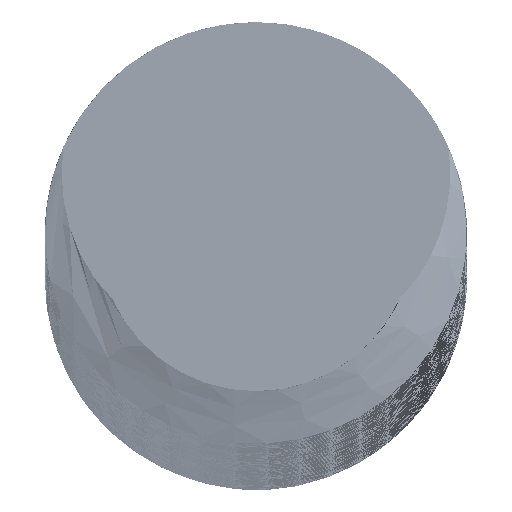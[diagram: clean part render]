
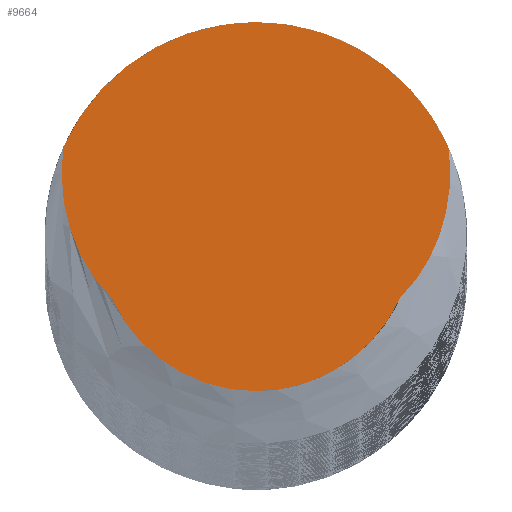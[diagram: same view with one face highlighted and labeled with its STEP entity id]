
A CAD part, top view. The second image highlights one B-rep face of the part: STEP entity #9664.
In plain terms, the highlighted planar face has unit normal (0, 0, 1).
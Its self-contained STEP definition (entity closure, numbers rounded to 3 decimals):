
#67=PLANE('',#10195);
#575=FACE_OUTER_BOUND('',#1082,.T.);
#1082=EDGE_LOOP('',(#8643,#8644,#8645,#8646,#8647));
#1086=CIRCLE('',#9938,8.);
#1087=CIRCLE('',#9940,6.);
#1088=CIRCLE('',#9942,6.);
#2092=B_SPLINE_CURVE_WITH_KNOTS('',3,(#40521,#40522,#40523,#40524,#40525,
#40526,#40527,#40528,#40529,#40530,#40531,#40532,#40533,#40534,#40535,#40536,
#40537,#40538,#40539,#40540,#40541,#40542,#40543,#40544,#40545,#40546,#40547,
#40548,#40549,#40550,#40551,#40552,#40553,#40554,#40555,#40556,#40557,#40558,
#40559,#40560,#40561,#40562,#40563,#40564,#40565,#40566,#40567,#40568,#40569),
 .UNSPECIFIED.,.F.,.F.,(4,3,3,3,3,3,3,3,3,3,3,3,3,3,3,3,4),(0.,0.056,
0.111,0.166,0.222,0.264,
0.283,0.293,0.343,0.39,
0.439,0.457,0.469,0.515,
0.56,0.605,0.625),.UNSPECIFIED.);
#2099=B_SPLINE_CURVE_WITH_KNOTS('',3,(#47955,#47956,#47957,#47958,#47959,
#47960,#47961,#47962,#47963,#47964,#47965,#47966,#47967,#47968,#47969,#47970,
#47971,#47972,#47973,#47974,#47975,#47976,#47977,#47978,#47979,#47980,#47981,
#47982,#47983,#47984,#47985,#47986,#47987,#47988,#47989,#47990,#47991,#47992,
#47993,#47994,#47995,#47996,#47997,#47998,#47999,#48000,#48001,#48002,#48003,
#48004,#48005,#48006),.UNSPECIFIED.,.F.,.F.,(4,3,3,3,3,3,3,3,3,3,3,3,3,
3,3,3,3,4),(0.,0.045,0.091,0.137,
0.185,0.226,0.234,0.242,
0.292,0.343,0.35,0.402,
0.415,0.427,0.481,0.536,
0.592,0.622),.UNSPECIFIED.);
#3604=VERTEX_POINT('',#24052);
#3605=VERTEX_POINT('',#24057);
#3607=VERTEX_POINT('',#24074);
#3608=VERTEX_POINT('',#24076);
#3611=VERTEX_POINT('',#24089);
#4862=EDGE_CURVE('',#3605,#3604,#1086,.T.);
#4865=EDGE_CURVE('',#3608,#3607,#1087,.T.);
#4869=EDGE_CURVE('',#3607,#3611,#1088,.T.);
#5618=EDGE_CURVE('',#3604,#3608,#2092,.T.);
#5626=EDGE_CURVE('',#3611,#3605,#2099,.T.);
#8643=ORIENTED_EDGE('',*,*,#5618,.T.);
#8644=ORIENTED_EDGE('',*,*,#4865,.T.);
#8645=ORIENTED_EDGE('',*,*,#4869,.T.);
#8646=ORIENTED_EDGE('',*,*,#5626,.T.);
#8647=ORIENTED_EDGE('',*,*,#4862,.T.);
#9664=ADVANCED_FACE('',(#575),#67,.T.);
#9938=AXIS2_PLACEMENT_3D('',#24058,#10966,#10967);
#9940=AXIS2_PLACEMENT_3D('',#24077,#10971,#10972);
#9942=AXIS2_PLACEMENT_3D('',#24109,#10976,#10977);
#10195=AXIS2_PLACEMENT_3D('',#48007,#11731,#11732);
#10966=DIRECTION('center_axis',(0.,0.,1.));
#10967=DIRECTION('ref_axis',(1.,0.,0.));
#10971=DIRECTION('center_axis',(0.,0.,1.));
#10972=DIRECTION('ref_axis',(0.,1.,0.));
#10976=DIRECTION('center_axis',(0.,0.,1.));
#10977=DIRECTION('ref_axis',(0.,1.,0.));
#11731=DIRECTION('center_axis',(0.,0.,1.));
#11732=DIRECTION('ref_axis',(1.,0.,0.));
#24052=CARTESIAN_POINT('',(-7.302,3.269,1000.));
#24057=CARTESIAN_POINT('',(7.302,3.269,1000.));
#24058=CARTESIAN_POINT('Origin',(0.,0.,1000.));
#24074=CARTESIAN_POINT('',(0.,-6.,1000.));
#24076=CARTESIAN_POINT('',(-5.476,-2.451,1000.));
#24077=CARTESIAN_POINT('Origin',(0.,0.,1000.));
#24089=CARTESIAN_POINT('',(5.476,-2.451,1000.));
#24109=CARTESIAN_POINT('Origin',(0.,0.,1000.));
#40521=CARTESIAN_POINT('Ctrl Pts',(-7.302,3.269,1000.));
#40522=CARTESIAN_POINT('Ctrl Pts',(-7.326,3.085,1000.));
#40523=CARTESIAN_POINT('Ctrl Pts',(-7.344,2.9,1000.));
#40524=CARTESIAN_POINT('Ctrl Pts',(-7.354,2.716,1000.));
#40525=CARTESIAN_POINT('Ctrl Pts',(-7.365,2.533,1000.));
#40526=CARTESIAN_POINT('Ctrl Pts',(-7.369,2.349,1000.));
#40527=CARTESIAN_POINT('Ctrl Pts',(-7.366,2.166,1000.));
#40528=CARTESIAN_POINT('Ctrl Pts',(-7.363,1.985,1000.));
#40529=CARTESIAN_POINT('Ctrl Pts',(-7.353,1.804,1000.));
#40530=CARTESIAN_POINT('Ctrl Pts',(-7.336,1.623,1000.));
#40531=CARTESIAN_POINT('Ctrl Pts',(-7.32,1.438,1000.));
#40532=CARTESIAN_POINT('Ctrl Pts',(-7.295,1.253,1000.));
#40533=CARTESIAN_POINT('Ctrl Pts',(-7.264,1.07,1000.));
#40534=CARTESIAN_POINT('Ctrl Pts',(-7.241,0.932,1000.));
#40535=CARTESIAN_POINT('Ctrl Pts',(-7.213,0.795,
1000.));
#40536=CARTESIAN_POINT('Ctrl Pts',(-7.182,0.659,
1000.));
#40537=CARTESIAN_POINT('Ctrl Pts',(-7.168,0.598,
1000.));
#40538=CARTESIAN_POINT('Ctrl Pts',(-7.152,0.536,
1000.));
#40539=CARTESIAN_POINT('Ctrl Pts',(-7.137,0.475,
1000.));
#40540=CARTESIAN_POINT('Ctrl Pts',(-7.128,0.443,
1000.));
#40541=CARTESIAN_POINT('Ctrl Pts',(-7.12,0.411,
1000.));
#40542=CARTESIAN_POINT('Ctrl Pts',(-7.111,0.379,
1000.));
#40543=CARTESIAN_POINT('Ctrl Pts',(-7.066,0.217,
1000.));
#40544=CARTESIAN_POINT('Ctrl Pts',(-7.016,0.058,
1000.));
#40545=CARTESIAN_POINT('Ctrl Pts',(-6.96,-0.099,
1000.));
#40546=CARTESIAN_POINT('Ctrl Pts',(-6.908,-0.246,
1000.));
#40547=CARTESIAN_POINT('Ctrl Pts',(-6.85,-0.392,
1000.));
#40548=CARTESIAN_POINT('Ctrl Pts',(-6.788,-0.534,
1000.));
#40549=CARTESIAN_POINT('Ctrl Pts',(-6.723,-0.682,
1000.));
#40550=CARTESIAN_POINT('Ctrl Pts',(-6.653,-0.827,
1000.));
#40551=CARTESIAN_POINT('Ctrl Pts',(-6.578,-0.97,
1000.));
#40552=CARTESIAN_POINT('Ctrl Pts',(-6.55,-1.022,1000.));
#40553=CARTESIAN_POINT('Ctrl Pts',(-6.522,-1.074,
1000.));
#40554=CARTESIAN_POINT('Ctrl Pts',(-6.493,-1.125,
1000.));
#40555=CARTESIAN_POINT('Ctrl Pts',(-6.473,-1.159,
1000.));
#40556=CARTESIAN_POINT('Ctrl Pts',(-6.454,-1.193,1000.));
#40557=CARTESIAN_POINT('Ctrl Pts',(-6.434,-1.227,
1000.));
#40558=CARTESIAN_POINT('Ctrl Pts',(-6.356,-1.359,
1000.));
#40559=CARTESIAN_POINT('Ctrl Pts',(-6.274,-1.488,
1000.));
#40560=CARTESIAN_POINT('Ctrl Pts',(-6.187,-1.614,
1000.));
#40561=CARTESIAN_POINT('Ctrl Pts',(-6.101,-1.738,
1000.));
#40562=CARTESIAN_POINT('Ctrl Pts',(-6.01,-1.859,
1000.));
#40563=CARTESIAN_POINT('Ctrl Pts',(-5.915,-1.976,
1000.));
#40564=CARTESIAN_POINT('Ctrl Pts',(-5.823,-2.09,
1000.));
#40565=CARTESIAN_POINT('Ctrl Pts',(-5.725,-2.201,
1000.));
#40566=CARTESIAN_POINT('Ctrl Pts',(-5.624,-2.309,
1000.));
#40567=CARTESIAN_POINT('Ctrl Pts',(-5.577,-2.358,
1000.));
#40568=CARTESIAN_POINT('Ctrl Pts',(-5.529,-2.407,
1000.));
#40569=CARTESIAN_POINT('Ctrl Pts',(-5.481,-2.455,
1000.));
#47955=CARTESIAN_POINT('Ctrl Pts',(5.476,-2.451,1000.));
#47956=CARTESIAN_POINT('Ctrl Pts',(5.584,-2.346,1000.));
#47957=CARTESIAN_POINT('Ctrl Pts',(5.687,-2.237,1000.));
#47958=CARTESIAN_POINT('Ctrl Pts',(5.786,-2.124,1000.));
#47959=CARTESIAN_POINT('Ctrl Pts',(5.886,-2.01,1000.));
#47960=CARTESIAN_POINT('Ctrl Pts',(5.982,-1.891,1000.));
#47961=CARTESIAN_POINT('Ctrl Pts',(6.073,-1.77,1000.));
#47962=CARTESIAN_POINT('Ctrl Pts',(6.165,-1.646,1000.));
#47963=CARTESIAN_POINT('Ctrl Pts',(6.252,-1.519,1000.));
#47964=CARTESIAN_POINT('Ctrl Pts',(6.335,-1.389,1000.));
#47965=CARTESIAN_POINT('Ctrl Pts',(6.419,-1.257,1000.));
#47966=CARTESIAN_POINT('Ctrl Pts',(6.498,-1.122,1000.));
#47967=CARTESIAN_POINT('Ctrl Pts',(6.571,-0.983,
1000.));
#47968=CARTESIAN_POINT('Ctrl Pts',(6.636,-0.862,
1000.));
#47969=CARTESIAN_POINT('Ctrl Pts',(6.697,-0.738,1000.));
#47970=CARTESIAN_POINT('Ctrl Pts',(6.755,-0.612,
1000.));
#47971=CARTESIAN_POINT('Ctrl Pts',(6.765,-0.589,
1000.));
#47972=CARTESIAN_POINT('Ctrl Pts',(6.776,-0.565,
1000.));
#47973=CARTESIAN_POINT('Ctrl Pts',(6.786,-0.542,
1000.));
#47974=CARTESIAN_POINT('Ctrl Pts',(6.797,-0.517,
1000.));
#47975=CARTESIAN_POINT('Ctrl Pts',(6.807,-0.493,1000.));
#47976=CARTESIAN_POINT('Ctrl Pts',(6.818,-0.468,
1000.));
#47977=CARTESIAN_POINT('Ctrl Pts',(6.884,-0.314,
1000.));
#47978=CARTESIAN_POINT('Ctrl Pts',(6.943,-0.157,
1000.));
#47979=CARTESIAN_POINT('Ctrl Pts',(6.997,0.002,
1000.));
#47980=CARTESIAN_POINT('Ctrl Pts',(7.052,0.164,1000.));
#47981=CARTESIAN_POINT('Ctrl Pts',(7.101,0.328,1000.));
#47982=CARTESIAN_POINT('Ctrl Pts',(7.144,0.493,1000.));
#47983=CARTESIAN_POINT('Ctrl Pts',(7.15,0.517,1000.));
#47984=CARTESIAN_POINT('Ctrl Pts',(7.156,0.54,1000.));
#47985=CARTESIAN_POINT('Ctrl Pts',(7.162,0.564,1000.));
#47986=CARTESIAN_POINT('Ctrl Pts',(7.203,0.731,1000.));
#47987=CARTESIAN_POINT('Ctrl Pts',(7.238,0.9,1000.));
#47988=CARTESIAN_POINT('Ctrl Pts',(7.267,1.071,1000.));
#47989=CARTESIAN_POINT('Ctrl Pts',(7.274,1.113,1000.));
#47990=CARTESIAN_POINT('Ctrl Pts',(7.281,1.155,1000.));
#47991=CARTESIAN_POINT('Ctrl Pts',(7.287,1.197,1000.));
#47992=CARTESIAN_POINT('Ctrl Pts',(7.293,1.24,1000.));
#47993=CARTESIAN_POINT('Ctrl Pts',(7.299,1.282,1000.));
#47994=CARTESIAN_POINT('Ctrl Pts',(7.305,1.324,1000.));
#47995=CARTESIAN_POINT('Ctrl Pts',(7.329,1.503,1000.));
#47996=CARTESIAN_POINT('Ctrl Pts',(7.346,1.684,1000.));
#47997=CARTESIAN_POINT('Ctrl Pts',(7.357,1.864,1000.));
#47998=CARTESIAN_POINT('Ctrl Pts',(7.367,2.047,1000.));
#47999=CARTESIAN_POINT('Ctrl Pts',(7.371,2.231,1000.));
#48000=CARTESIAN_POINT('Ctrl Pts',(7.369,2.414,1000.));
#48001=CARTESIAN_POINT('Ctrl Pts',(7.366,2.602,1000.));
#48002=CARTESIAN_POINT('Ctrl Pts',(7.356,2.789,1000.));
#48003=CARTESIAN_POINT('Ctrl Pts',(7.34,2.976,1000.));
#48004=CARTESIAN_POINT('Ctrl Pts',(7.331,3.075,1000.));
#48005=CARTESIAN_POINT('Ctrl Pts',(7.32,3.174,1000.));
#48006=CARTESIAN_POINT('Ctrl Pts',(7.307,3.274,1000.));
#48007=CARTESIAN_POINT('Origin',(0.,0.,1000.));
